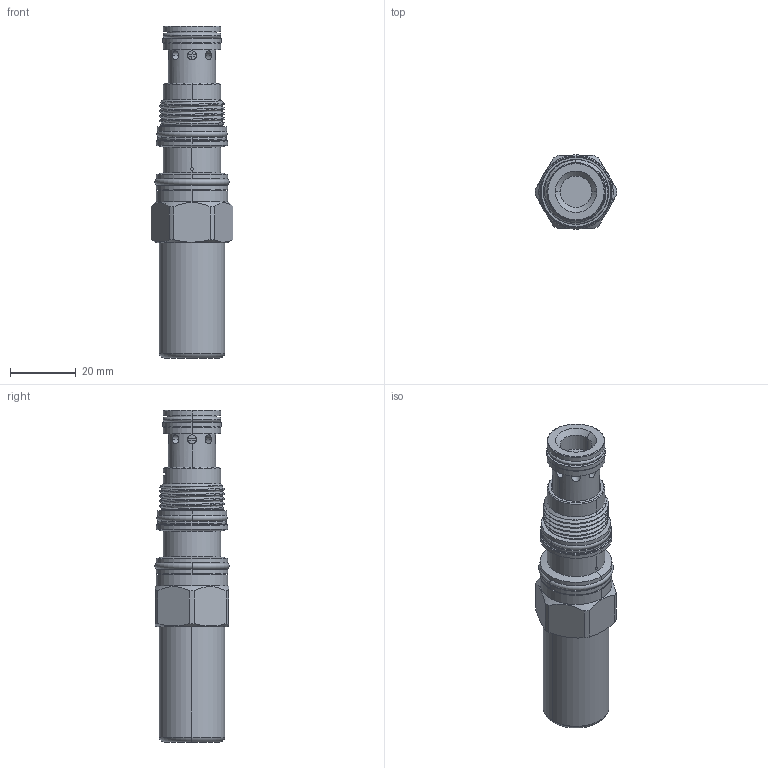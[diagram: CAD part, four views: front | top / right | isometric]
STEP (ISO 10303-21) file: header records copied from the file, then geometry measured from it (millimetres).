
FILE_DESCRIPTION (( 'STEP AP203' ), '1' );
FILE_NAME ('SP11A30-C.STEP', '2016-08-11T00:34:17', ( '' ), ( '' ), 'SwSTEP 2.0', 'SolidWorks 2012', '' );
FILE_SCHEMA (( 'CONFIG_CONTROL_DESIGN' ));
Length unit declared in the file: millimetre
Products named in the file (1): SP11A30-C
Bounding box: 24.79 x 22.55 x 100.63 mm (x, y, z)
Volume: 29218.7 mm3; surface area: 10288.6 mm2
Topology: 3 solids, 3 shells, 190 faces, 490 edges, 299 vertices
Faces by surface type: cylinder 115, plane 33, cone 25, torus 16, bspline 1
Entity records: 8306 total; most frequent: CARTESIAN_POINT 3642, ORIENTED_EDGE 980, DIRECTION 972, EDGE_CURVE 490, AXIS2_PLACEMENT_3D 424, VERTEX_POINT 299, CIRCLE 234, EDGE_LOOP 219
